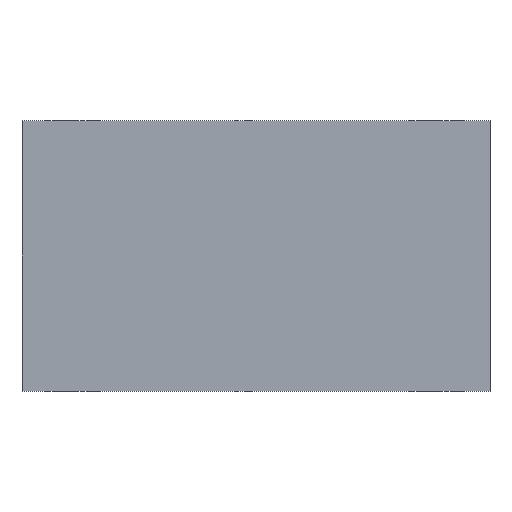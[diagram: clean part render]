
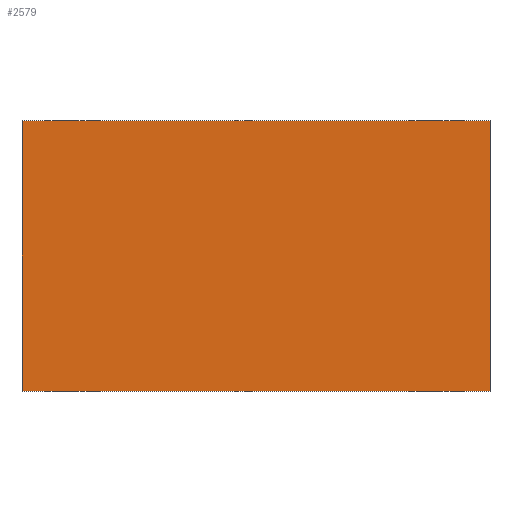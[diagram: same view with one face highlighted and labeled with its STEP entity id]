
A CAD part, front view. The second image highlights one B-rep face of the part: STEP entity #2579.
In plain terms, the highlighted planar face has unit normal (0, -1, 0).
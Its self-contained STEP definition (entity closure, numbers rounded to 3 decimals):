
#197=LINE('',#3878,#370);
#213=LINE('',#3928,#386);
#216=LINE('',#4221,#389);
#218=LINE('',#4230,#391);
#370=VECTOR('',#3092,1000.);
#386=VECTOR('',#3128,1000.);
#389=VECTOR('',#3179,1000.);
#391=VECTOR('',#3189,1000.);
#657=ORIENTED_EDGE('',*,*,#1369,.T.);
#658=ORIENTED_EDGE('',*,*,#1274,.F.);
#659=ORIENTED_EDGE('',*,*,#1364,.F.);
#660=ORIENTED_EDGE('',*,*,#1298,.T.);
#1274=EDGE_CURVE('',#1632,#1633,#197,.T.);
#1298=EDGE_CURVE('',#1657,#1656,#213,.T.);
#1364=EDGE_CURVE('',#1657,#1632,#216,.T.);
#1369=EDGE_CURVE('',#1656,#1633,#218,.T.);
#1632=VERTEX_POINT('',#3877);
#1633=VERTEX_POINT('',#3879);
#1656=VERTEX_POINT('',#3927);
#1657=VERTEX_POINT('',#3929);
#2017=EDGE_LOOP('',(#657,#658,#659,#660));
#2262=FACE_BOUND('',#2017,.T.);
#2482=PLANE('',#2799);
#2579=ADVANCED_FACE('',(#2262),#2482,.F.);
#2799=AXIS2_PLACEMENT_3D('',#4231,#3190,#3191);
#3092=DIRECTION('',(0.,0.,-1.));
#3128=DIRECTION('',(0.,0.,-1.));
#3179=DIRECTION('',(1.,0.,0.));
#3189=DIRECTION('',(1.,0.,0.));
#3190=DIRECTION('',(0.,1.,0.));
#3191=DIRECTION('',(0.,0.,1.));
#3877=CARTESIAN_POINT('',(22.5,0.,13.));
#3878=CARTESIAN_POINT('',(22.5,0.,13.));
#3879=CARTESIAN_POINT('',(22.5,0.,-13.));
#3927=CARTESIAN_POINT('',(-22.5,0.,-13.));
#3928=CARTESIAN_POINT('',(-22.5,0.,13.));
#3929=CARTESIAN_POINT('',(-22.5,0.,13.));
#4221=CARTESIAN_POINT('',(-22.5,0.,13.));
#4230=CARTESIAN_POINT('',(-22.5,0.,-13.));
#4231=CARTESIAN_POINT('',(-22.5,0.,13.));
